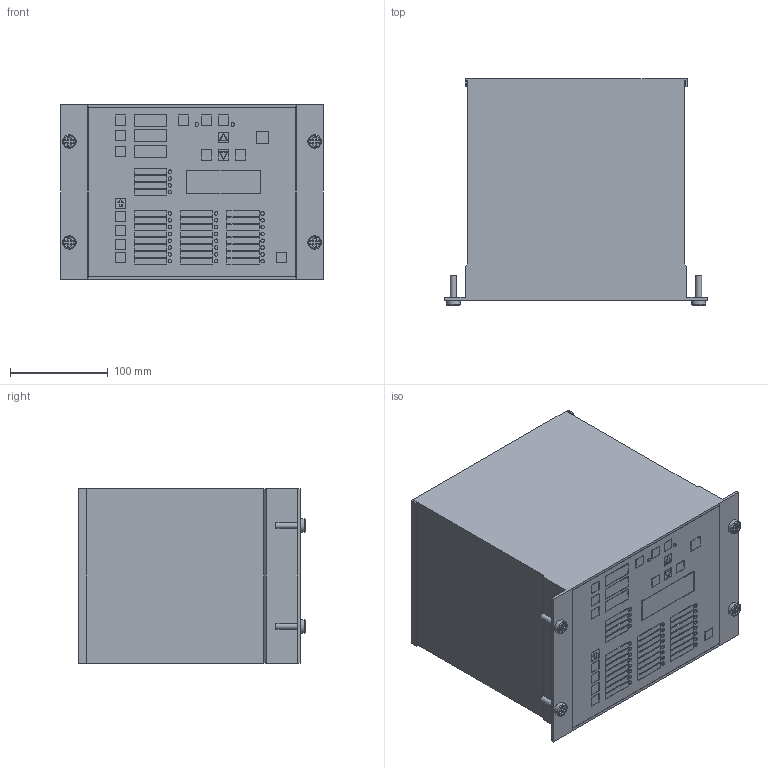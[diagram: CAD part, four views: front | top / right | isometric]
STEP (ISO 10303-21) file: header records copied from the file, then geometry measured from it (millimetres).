
FILE_DESCRIPTION(('STEP AP214'), '1');
FILE_NAME('鄹2502 砱謽鴈鳪_1饐TL_2韽AN', '', ('UNSPECIFIED'), ('UNSPECIFIED'), 'ASCON STEP Converter 1.6', 'ASCON Math Kernel', '');
FILE_SCHEMA(('AUTOMOTIVE_DESIGN { 1 0 10303 214 3 1 1}'));
Length unit declared in the file: millimetre
Products named in the file (1): 楟釔.656132.091.10
Bounding box: 269.2 x 232.15 x 179 mm (x, y, z)
Volume: 9071764.6 mm3; surface area: 293938 mm2
Topology: 1 solids, 1 shells, 937 faces, 2322 edges, 1532 vertices
Faces by surface type: plane 836, cylinder 96, torus 4, extrusion 1
Full cylindrical faces by diameter (mm): 3.6 x30, 6 x4, 10.5 x1, 14 x4
Entity records: 34585 total; most frequent: CARTESIAN_POINT 4941, ORIENTED_EDGE 4558, DIRECTION 4212, EDGE_CURVE 2279, VECTOR 2122, LINE 2121, VERTEX_POINT 1532, EDGE_LOOP 1125
